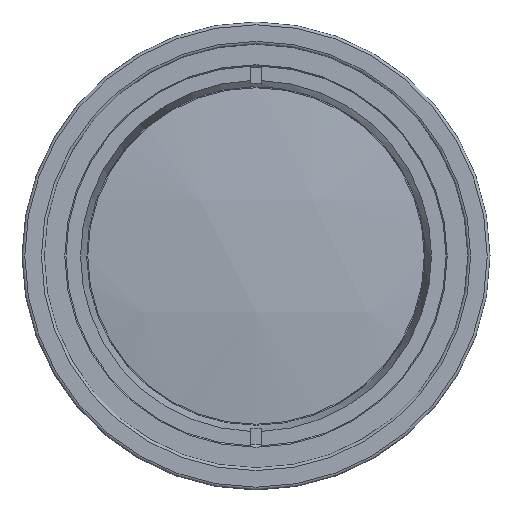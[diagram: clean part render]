
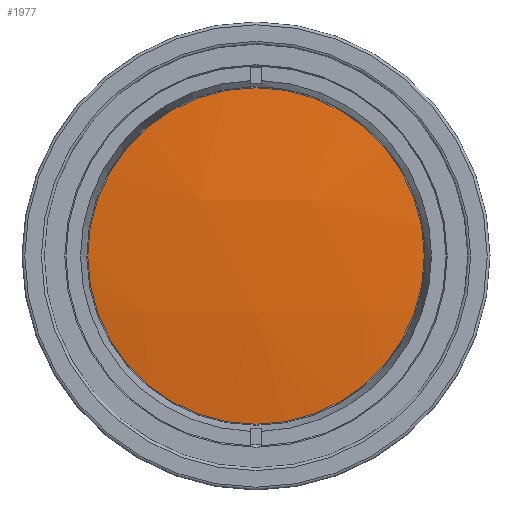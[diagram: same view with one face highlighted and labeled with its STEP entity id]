
A CAD part, left-side view. The second image highlights one B-rep face of the part: STEP entity #1977.
In plain terms, the highlighted spherical face has radius 121.428 mm.
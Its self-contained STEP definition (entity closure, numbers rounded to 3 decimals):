
#11 = DIRECTION ( 'NONE',  ( 0., 1., 0. ) ) ;
#183 = FACE_OUTER_BOUND ( 'NONE', #2087, .T. ) ;
#251 = DIRECTION ( 'NONE',  ( 1., 0., 0. ) ) ;
#424 = EDGE_CURVE ( 'NONE', #896, #896, #1705, .T. ) ;
#573 = DIRECTION ( 'NONE',  ( 0., 1., 0. ) ) ;
#772 = SPHERICAL_SURFACE ( 'NONE', #2396, 121.428 ) ;
#896 = VERTEX_POINT ( 'NONE', #1723 ) ;
#1027 = ORIENTED_EDGE ( 'NONE', *, *, #424, .F. ) ;
#1207 = DIRECTION ( 'NONE',  ( 0., 0., 1. ) ) ;
#1280 = CARTESIAN_POINT ( 'NONE',  ( 2.084, 0., 0. ) ) ;
#1705 = CIRCLE ( 'NONE', #2444, 17.974 ) ;
#1723 = CARTESIAN_POINT ( 'NONE',  ( 2.084, 17.974, 0. ) ) ;
#1977 = ADVANCED_FACE ( 'NONE', ( #183 ), #772, .T. ) ;
#2087 = EDGE_LOOP ( 'NONE', ( #1027 ) ) ;
#2396 = AXIS2_PLACEMENT_3D ( 'NONE', #2629, #1207, #573 ) ;
#2444 = AXIS2_PLACEMENT_3D ( 'NONE', #1280, #251, #11 ) ;
#2629 = CARTESIAN_POINT ( 'NONE',  ( 122.174, 0., 0. ) ) ;
